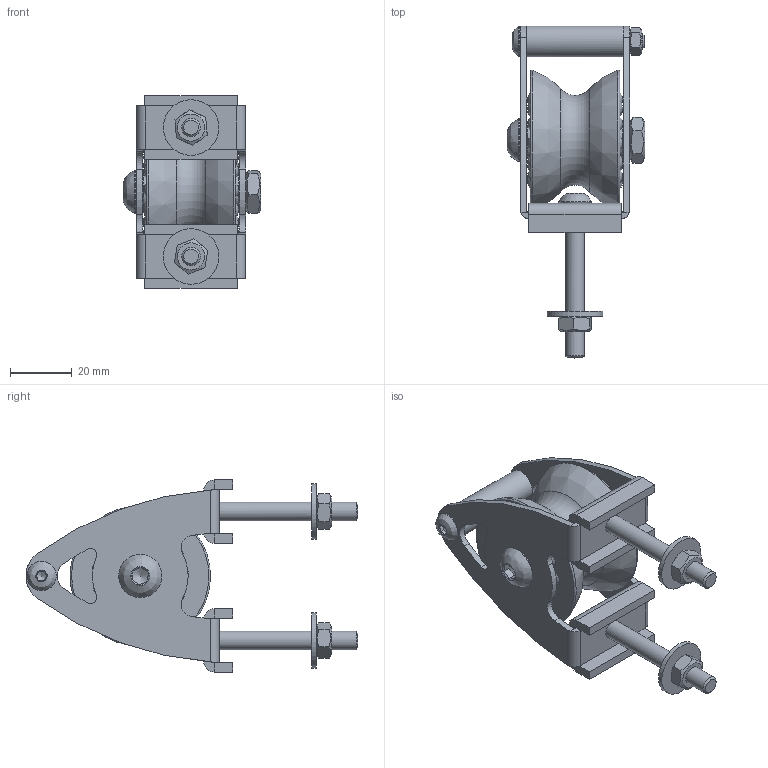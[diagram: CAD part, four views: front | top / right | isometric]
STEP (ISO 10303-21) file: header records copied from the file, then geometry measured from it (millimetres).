
FILE_DESCRIPTION(/* description */ (''),/* implementation_level */ '2;1');
FILE_NAME(/* name */ '818.050.stp',/* time_stamp */ '2019-10-10T09:50:43+02:00',/* author */ ('francesca'),/* organization */ (''),/* preprocessor_version */ 'ST-DEVELOPER v16.5',/* originating_system */ 'Autodesk Inventor 2017',/* authorisation */ '');
FILE_SCHEMA (('CONFIG_CONTROL_DESIGN'));
Length unit declared in the file: millimetre
Products named in the file (1): 18093030
Bounding box: 44.7 x 107.5 x 62.26 mm (x, y, z)
Volume: 57181 mm3; surface area: 28159.4 mm2
Topology: 2 solids, 2 shells, 248 faces, 591 edges, 385 vertices
Faces by surface type: plane 110, cylinder 60, cone 29, sphere 26, torus 17, bspline 6
Full cylindrical faces by diameter (mm): 5 x1, 6 x4, 6.2 x2, 6.4 x2, 7 x2, 10 x1, 12 x1, 12.1 x1, 18 x2
Entity records: 6863 total; most frequent: CARTESIAN_POINT 1559, DIRECTION 1104, ORIENTED_EDGE 1022, EDGE_CURVE 511, AXIS2_PLACEMENT_3D 460, VERTEX_POINT 367, EDGE_LOOP 360, FACE_OUTER_BOUND 248
